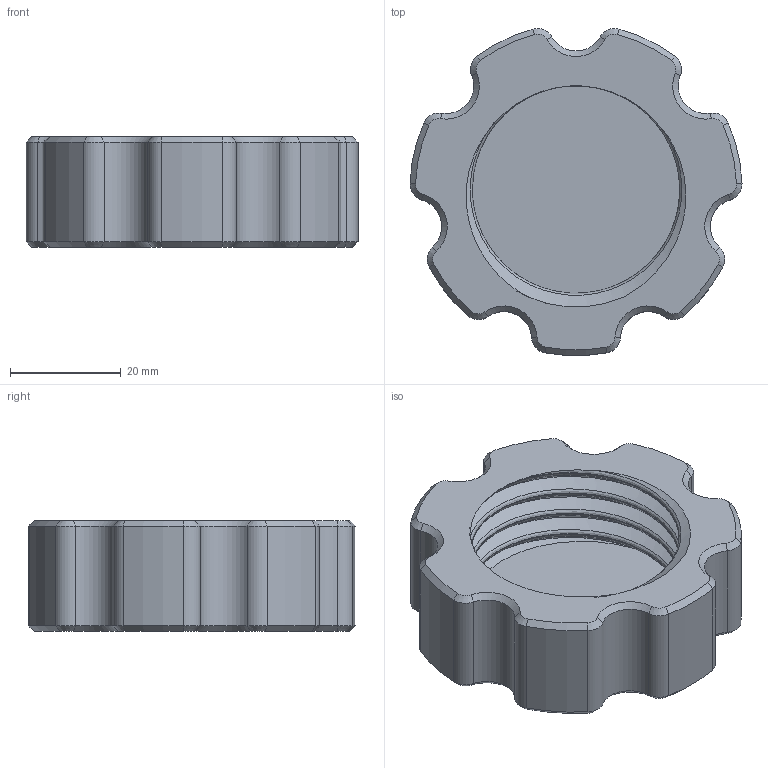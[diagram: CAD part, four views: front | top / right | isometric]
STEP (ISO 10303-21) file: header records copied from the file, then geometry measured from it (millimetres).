
FILE_DESCRIPTION(/* description */ ('','CAx-IF Rec.Pracs.---Representation and Presentation of Product Manufacturing Information (PMI)---4.0---2014-10-13'),/* implementation_level */ '2;1');
FILE_NAME(/* name */ 'spindle_cap_short.step',/* time_stamp */ '2025-01-14T00:31:11-05:00',/* author */ (''),/* organization */ (''),/* preprocessor_version */ 'ST-DEVELOPER v20',/* originating_system */ 'Autodesk Translation Framework v13.20.0.188',/* authorisation */ '');
FILE_SCHEMA (('AP242_MANAGED_MODEL_BASED_3D_ENGINEERING_MIM_LF { 1 0 10303 442 1 1 4 }'));
Length unit declared in the file: millimetre
Products named in the file (1): spindle_cap_short
Bounding box: 59.96 x 59.02 x 20 mm (x, y, z)
Volume: 29494.4 mm3; surface area: 12435.7 mm2
Topology: 1 solids, 1 shells, 101 faces, 238 edges, 140 vertices
Faces by surface type: cone 56, cylinder 38, bspline 4, plane 3
Full cylindrical faces by diameter (mm): 37.464 x3, 42.483 x3
Entity records: 4826 total; most frequent: CARTESIAN_POINT 2465, DIRECTION 520, ORIENTED_EDGE 476, EDGE_CURVE 238, AXIS2_PLACEMENT_3D 214, VERTEX_POINT 140, CIRCLE 116, EDGE_LOOP 102
